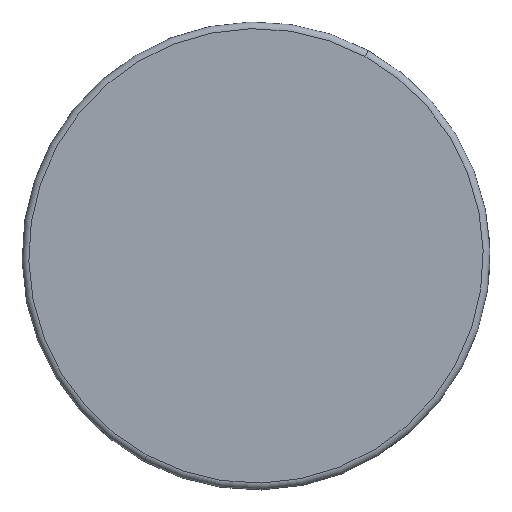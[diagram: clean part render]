
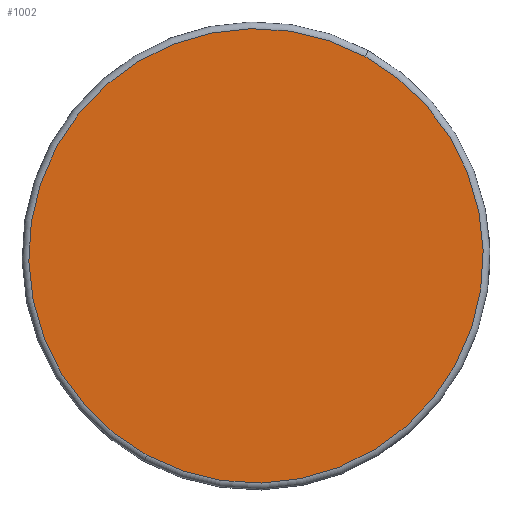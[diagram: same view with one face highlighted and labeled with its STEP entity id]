
A CAD part, top view. The second image highlights one B-rep face of the part: STEP entity #1002.
In plain terms, the highlighted planar face has unit normal (0, 0, 1).
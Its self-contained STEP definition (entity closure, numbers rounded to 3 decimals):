
#979=CARTESIAN_POINT('Axis2P3D Location',(0.,0.,175.2)) ;
#984=CARTESIAN_POINT('Axis2P3D Location',(0.,0.,175.2)) ;
#988=CARTESIAN_POINT('Vertex',(-32.601,-59.676,175.2)) ;
#990=CARTESIAN_POINT('Vertex',(32.601,59.676,175.2)) ;
#993=CARTESIAN_POINT('Axis2P3D Location',(0.,0.,175.2)) ;
#980=DIRECTION('Axis2P3D Direction',(0.,0.,-1.)) ;
#981=DIRECTION('Axis2P3D XDirection',(1.,0.,0.)) ;
#985=DIRECTION('Axis2P3D Direction',(0.,0.,-1.)) ;
#994=DIRECTION('Axis2P3D Direction',(0.,0.,-1.)) ;
#982=AXIS2_PLACEMENT_3D('Plane Axis2P3D',#979,#980,#981) ;
#986=AXIS2_PLACEMENT_3D('Circle Axis2P3D',#984,#985,$) ;
#995=AXIS2_PLACEMENT_3D('Circle Axis2P3D',#993,#994,$) ;
#999=ORIENTED_EDGE('',*,*,#992,.F.) ;
#1000=ORIENTED_EDGE('',*,*,#997,.F.) ;
#1002=ADVANCED_FACE('PartBody',(#1001),#983,.F.) ;
#987=CIRCLE('generated circle',#986,68.) ;
#996=CIRCLE('generated circle',#995,68.) ;
#992=EDGE_CURVE('',#989,#991,#987,.T.) ;
#997=EDGE_CURVE('',#991,#989,#996,.T.) ;
#998=EDGE_LOOP('',(#999,#1000)) ;
#1001=FACE_OUTER_BOUND('',#998,.T.) ;
#983=PLANE('',#982) ;
#989=VERTEX_POINT('',#988) ;
#991=VERTEX_POINT('',#990) ;
